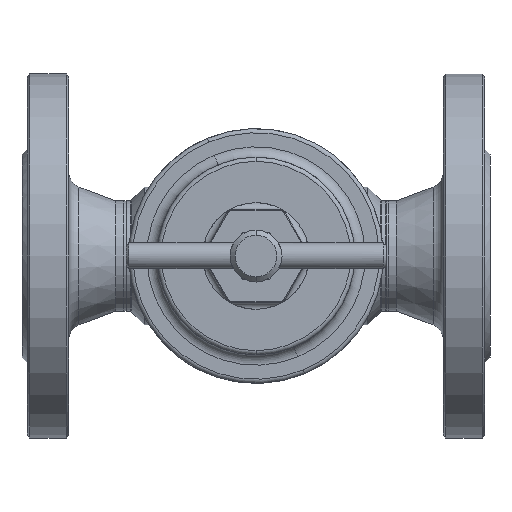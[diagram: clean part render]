
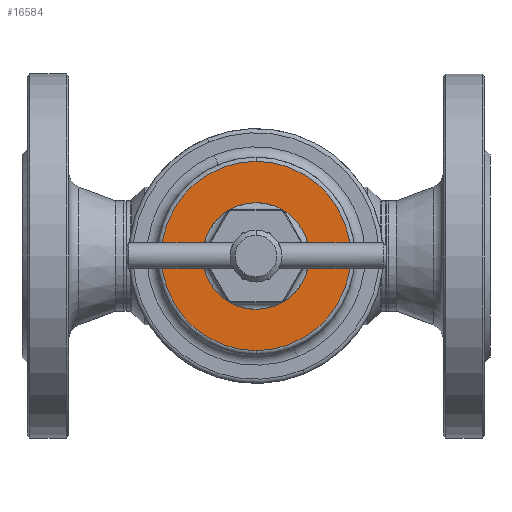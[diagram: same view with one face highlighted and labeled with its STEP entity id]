
A CAD part, front view. The second image highlights one B-rep face of the part: STEP entity #16584.
In plain terms, the highlighted planar face has unit normal (0, -1, 0).
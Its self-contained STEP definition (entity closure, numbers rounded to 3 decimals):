
#115 = FACE_BOUND ( 'NONE', #4357, .T. ) ;
#394 = ORIENTED_EDGE ( 'NONE', *, *, #3608, .F. ) ;
#913 = CARTESIAN_POINT ( 'NONE',  ( 0., -214.5, 36.4 ) ) ;
#1828 = ORIENTED_EDGE ( 'NONE', *, *, #13300, .T. ) ;
#1995 = CARTESIAN_POINT ( 'NONE',  ( 0., -214.5, 0. ) ) ;
#2391 = ORIENTED_EDGE ( 'NONE', *, *, #17112, .F. ) ;
#2487 = DIRECTION ( 'NONE',  ( 0., -1., 0. ) ) ;
#2729 = AXIS2_PLACEMENT_3D ( 'NONE', #4451, #15425, #5803 ) ;
#2811 = PLANE ( 'NONE',  #14802 ) ;
#3066 = CARTESIAN_POINT ( 'NONE',  ( 0., -214.5, 0. ) ) ;
#3608 = EDGE_CURVE ( 'NONE', #13369, #16972, #14290, .T. ) ;
#4357 = EDGE_LOOP ( 'NONE', ( #2391, #394 ) ) ;
#4451 = CARTESIAN_POINT ( 'NONE',  ( 0., -214.5, 0. ) ) ;
#5803 = DIRECTION ( 'NONE',  ( 0., 0., -1. ) ) ;
#6119 = EDGE_LOOP ( 'NONE', ( #7157, #1828 ) ) ;
#6220 = CIRCLE ( 'NONE', #2729, 20.5 ) ;
#6668 = CARTESIAN_POINT ( 'NONE',  ( 0., -214.5, -20.5 ) ) ;
#7157 = ORIENTED_EDGE ( 'NONE', *, *, #13547, .T. ) ;
#7262 = DIRECTION ( 'NONE',  ( 0., -1., 0. ) ) ;
#7784 = FACE_OUTER_BOUND ( 'NONE', #6119, .T. ) ;
#7963 = CIRCLE ( 'NONE', #10525, 36.4 ) ;
#8065 = CARTESIAN_POINT ( 'NONE',  ( 0., -214.5, 0. ) ) ;
#8423 = DIRECTION ( 'NONE',  ( 0., 0., 1. ) ) ;
#8542 = CARTESIAN_POINT ( 'NONE',  ( -36.4, -214.5, 0. ) ) ;
#8911 = DIRECTION ( 'NONE',  ( 0., -1., 0. ) ) ;
#9459 = DIRECTION ( 'NONE',  ( 0., 0., -1. ) ) ;
#10175 = AXIS2_PLACEMENT_3D ( 'NONE', #1995, #8911, #17425 ) ;
#10525 = AXIS2_PLACEMENT_3D ( 'NONE', #8065, #2487, #9459 ) ;
#11060 = VERTEX_POINT ( 'NONE', #913 ) ;
#13198 = VERTEX_POINT ( 'NONE', #14805 ) ;
#13300 = EDGE_CURVE ( 'NONE', #11060, #13198, #7963, .T. ) ;
#13369 = VERTEX_POINT ( 'NONE', #16860 ) ;
#13547 = EDGE_CURVE ( 'NONE', #13198, #11060, #16494, .T. ) ;
#14290 = CIRCLE ( 'NONE', #16644, 20.5 ) ;
#14447 = DIRECTION ( 'NONE',  ( 0., 0., -1. ) ) ;
#14802 = AXIS2_PLACEMENT_3D ( 'NONE', #8542, #15462, #8423 ) ;
#14805 = CARTESIAN_POINT ( 'NONE',  ( 0., -214.5, -36.4 ) ) ;
#15425 = DIRECTION ( 'NONE',  ( 0., -1., 0. ) ) ;
#15462 = DIRECTION ( 'NONE',  ( 0., 1., 0. ) ) ;
#16494 = CIRCLE ( 'NONE', #10175, 36.4 ) ;
#16584 = ADVANCED_FACE ( 'NONE', ( #115, #7784 ), #2811, .F. ) ;
#16644 = AXIS2_PLACEMENT_3D ( 'NONE', #3066, #7262, #14447 ) ;
#16860 = CARTESIAN_POINT ( 'NONE',  ( 0., -214.5, 20.5 ) ) ;
#16972 = VERTEX_POINT ( 'NONE', #6668 ) ;
#17112 = EDGE_CURVE ( 'NONE', #16972, #13369, #6220, .T. ) ;
#17425 = DIRECTION ( 'NONE',  ( 0., 0., -1. ) ) ;
